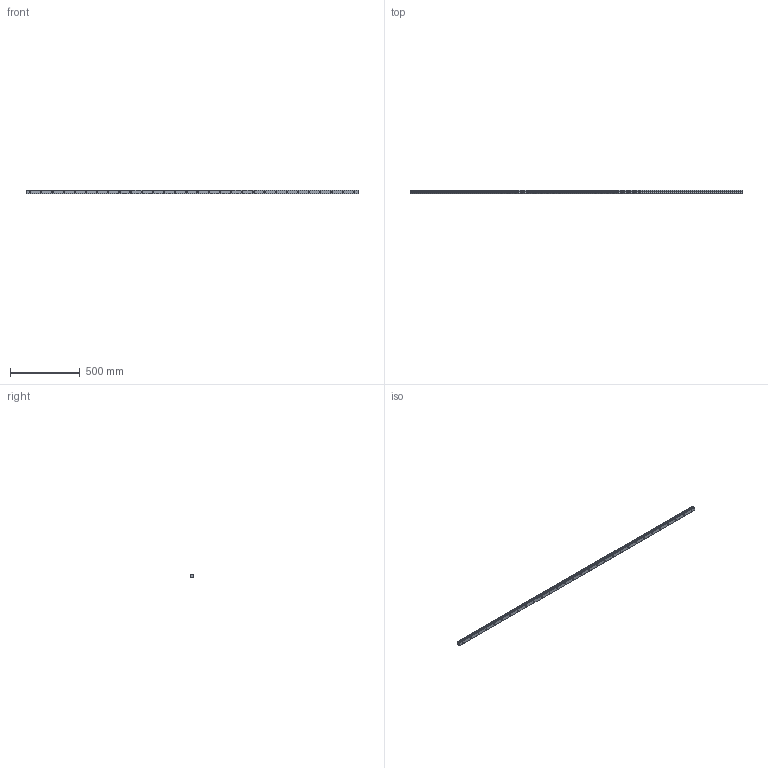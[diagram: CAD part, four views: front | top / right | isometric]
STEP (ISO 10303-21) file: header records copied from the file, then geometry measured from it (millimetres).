
FILE_DESCRIPTION (( 'STEP AP214' ), '1' );
FILE_NAME ('SHS30C1SS-2380L_G30_0_B-M6F_1137_0_0_0_1.STEP', '2021-06-21T12:54:38', ( '' ), ( '' ), 'SwSTEP 2.0', 'SolidWorks 2021', '' );
FILE_SCHEMA (( 'AUTOMOTIVE_DESIGN' ));
Length unit declared in the file: millimetre
Products named in the file (2): _SHS30C238030 Track; SHS30C1SS-2380L_G30_0_B-M6F_1137_0_0_0_1
Assembly tree (1 placements, depth 2):
  SHS30C1SS-2380L_G30_0_B-M6F_1137_0_0_0_1
    _SHS30C238030 Track
Bounding box: 2380 x 23 x 28 mm (x, y, z)
Volume: 1304083.7 mm3; surface area: 267542.6 mm2
Topology: 1 solids, 1 shells, 187 faces, 465 edges, 310 vertices
Faces by surface type: cylinder 141, plane 46
Entity records: 5907 total; most frequent: DIRECTION 1129, CARTESIAN_POINT 966, ORIENTED_EDGE 930, AXIS2_PLACEMENT_3D 473, EDGE_CURVE 465, VERTEX_POINT 310, CIRCLE 282, EDGE_LOOP 277
